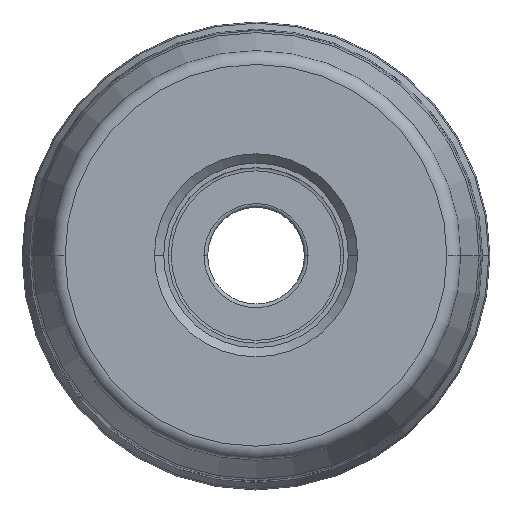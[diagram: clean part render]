
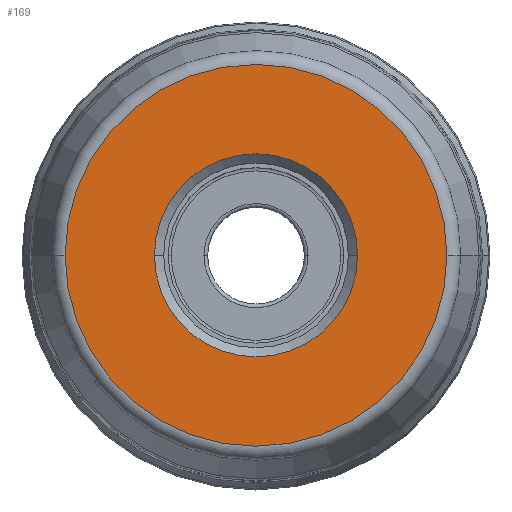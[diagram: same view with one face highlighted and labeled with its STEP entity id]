
A CAD part, top view. The second image highlights one B-rep face of the part: STEP entity #169.
In plain terms, the highlighted planar face has unit normal (0, 0, 1).
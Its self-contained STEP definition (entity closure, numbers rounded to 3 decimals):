
#69=PLANE('',#1713);
#79=FACE_BOUND('',#343,.T.);
#80=FACE_BOUND('',#344,.T.);
#169=ADVANCED_FACE('',(#79,#80),#69,.F.);
#343=EDGE_LOOP('',(#622,#623,#624,#625));
#344=EDGE_LOOP('',(#626,#627,#628,#629));
#622=ORIENTED_EDGE('',*,*,#1072,.T.);
#623=ORIENTED_EDGE('',*,*,#1078,.T.);
#624=ORIENTED_EDGE('',*,*,#1077,.T.);
#625=ORIENTED_EDGE('',*,*,#1073,.T.);
#626=ORIENTED_EDGE('',*,*,#1079,.T.);
#627=ORIENTED_EDGE('',*,*,#1080,.T.);
#628=ORIENTED_EDGE('',*,*,#1081,.T.);
#629=ORIENTED_EDGE('',*,*,#1082,.T.);
#887=VERTEX_POINT('',#2661);
#888=VERTEX_POINT('',#2663);
#889=VERTEX_POINT('',#2665);
#891=VERTEX_POINT('',#2672);
#892=VERTEX_POINT('',#2676);
#893=VERTEX_POINT('',#2677);
#894=VERTEX_POINT('',#2679);
#895=VERTEX_POINT('',#2681);
#1072=EDGE_CURVE('',#888,#887,#1271,.T.);
#1073=EDGE_CURVE('',#889,#888,#1272,.T.);
#1077=EDGE_CURVE('',#891,#889,#1276,.T.);
#1078=EDGE_CURVE('',#887,#891,#1277,.T.);
#1079=EDGE_CURVE('',#892,#893,#1278,.T.);
#1080=EDGE_CURVE('',#893,#894,#1279,.T.);
#1081=EDGE_CURVE('',#894,#895,#1280,.T.);
#1082=EDGE_CURVE('',#895,#892,#1281,.T.);
#1271=CIRCLE('',#1700,20.725);
#1272=CIRCLE('',#1701,20.725);
#1276=CIRCLE('',#1706,20.725);
#1277=CIRCLE('',#1707,20.725);
#1278=CIRCLE('',#1709,11.025);
#1279=CIRCLE('',#1710,11.025);
#1280=CIRCLE('',#1711,11.025);
#1281=CIRCLE('',#1712,11.025);
#1700=AXIS2_PLACEMENT_3D('',#2662,#2159,#2160);
#1701=AXIS2_PLACEMENT_3D('',#2664,#2161,#2162);
#1706=AXIS2_PLACEMENT_3D('',#2671,#2171,#2172);
#1707=AXIS2_PLACEMENT_3D('',#2673,#2173,#2174);
#1709=AXIS2_PLACEMENT_3D('',#2675,#2177,#2178);
#1710=AXIS2_PLACEMENT_3D('',#2678,#2179,#2180);
#1711=AXIS2_PLACEMENT_3D('',#2680,#2181,#2182);
#1712=AXIS2_PLACEMENT_3D('',#2682,#2183,#2184);
#1713=AXIS2_PLACEMENT_3D('',#2683,#2185,#2186);
#2159=DIRECTION('',(0.,0.,1.));
#2160=DIRECTION('',(-1.,0.001,0.));
#2161=DIRECTION('',(0.,0.,1.));
#2162=DIRECTION('',(1.,0.,0.));
#2171=DIRECTION('',(0.,0.,1.));
#2172=DIRECTION('',(1.,-0.001,0.));
#2173=DIRECTION('',(0.,0.,1.));
#2174=DIRECTION('',(-1.,0.,0.));
#2177=DIRECTION('',(0.,0.,-1.));
#2178=DIRECTION('',(0.,-1.,0.));
#2179=DIRECTION('',(0.,0.,-1.));
#2180=DIRECTION('',(-1.,0.,0.));
#2181=DIRECTION('',(0.,0.,-1.));
#2182=DIRECTION('',(0.,1.,0.));
#2183=DIRECTION('',(0.,0.,-1.));
#2184=DIRECTION('',(1.,0.,0.));
#2185=DIRECTION('',(0.,0.,-1.));
#2186=DIRECTION('',(1.,0.,0.));
#2661=CARTESIAN_POINT('',(-20.725,0.,0.));
#2662=CARTESIAN_POINT('',(0.,0.,0.));
#2663=CARTESIAN_POINT('',(-20.725,0.02,0.));
#2664=CARTESIAN_POINT('',(0.,0.,0.));
#2665=CARTESIAN_POINT('',(20.725,0.,0.));
#2671=CARTESIAN_POINT('',(0.,0.,0.));
#2672=CARTESIAN_POINT('',(20.725,-0.02,0.));
#2673=CARTESIAN_POINT('',(0.,0.,0.));
#2675=CARTESIAN_POINT('',(0.,0.,0.));
#2676=CARTESIAN_POINT('',(0.,-11.025,0.));
#2677=CARTESIAN_POINT('',(-11.025,0.,0.));
#2678=CARTESIAN_POINT('',(0.,0.,0.));
#2679=CARTESIAN_POINT('',(0.,11.025,0.));
#2680=CARTESIAN_POINT('',(0.,0.,0.));
#2681=CARTESIAN_POINT('',(11.025,0.,0.));
#2682=CARTESIAN_POINT('',(0.,0.,0.));
#2683=CARTESIAN_POINT('',(0.,0.,0.));
